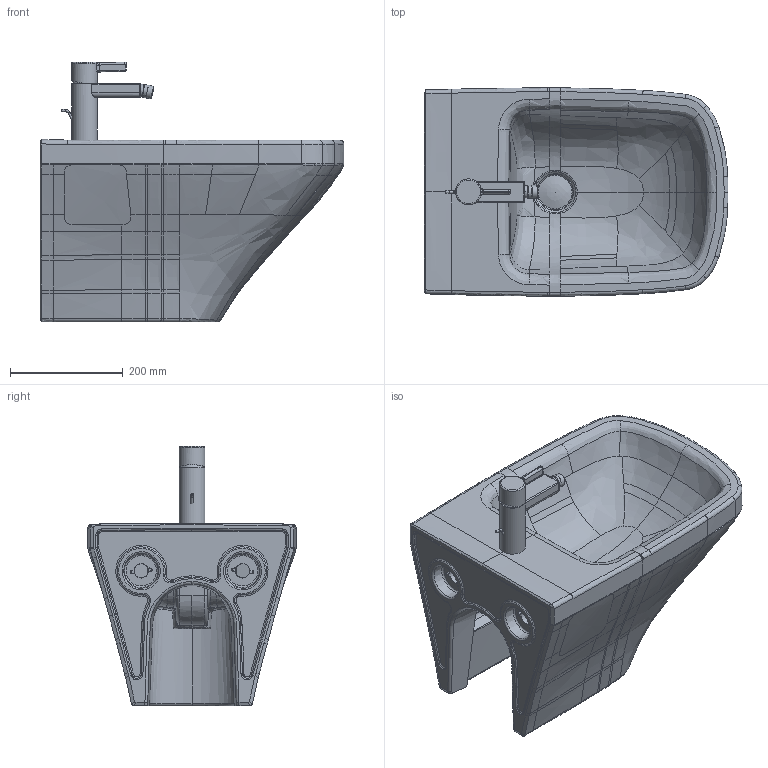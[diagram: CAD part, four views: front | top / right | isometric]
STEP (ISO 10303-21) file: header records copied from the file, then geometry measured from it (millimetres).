
FILE_DESCRIPTION((''),'2;1');
FILE_NAME('228715.stp','2014-10-24T18:59:40',('Administrator'),(''),'Autodesk Inventor 2011','Autodesk Inventor 2011','');
FILE_SCHEMA(('CONFIG_CONTROL_DESIGN'));
Length unit declared in the file: millimetre
Products named in the file (11): 228715; Kelch; Stopfen; Armatur Durastyle Bidet; Fassung Sieb; Griff; Gehäuse Bidet; Hebel_Ventil; Kugel; Gleitring
Assembly tree (10 placements, depth 3):
  228715
    228715
    Kelch
    Stopfen
    Armatur Durastyle Bidet
      Fassung Sieb
      Griff
      Gehäuse Bidet
      Hebel_Ventil
      Kugel
      Gleitring
Bounding box: 540.11 x 370.01 x 461.63 mm (x, y, z)
Volume: 20722816.2 mm3; surface area: 1078051.7 mm2
Topology: 8 solids, 10 shells, 900 faces, 2187 edges, 1292 vertices
Faces by surface type: bspline 601, cylinder 111, plane 102, torus 57, sphere 16, cone 13
Full cylindrical faces by diameter (mm): 4 x2, 20.15 x1, 21.15 x1, 21.334 x1, 23.15 x1, 25 x1, 42 x1, 44 x1, 46 x3, 46.241 x1, 60 x1
Entity records: 111747 total; most frequent: CARTESIAN_POINT 93998, ORIENTED_EDGE 4252, DIRECTION 2450, EDGE_CURVE 2128, VERTEX_POINT 1277, AXIS2_PLACEMENT_3D 1049, B_SPLINE_CURVE_WITH_KNOTS 1046, EDGE_LOOP 963
